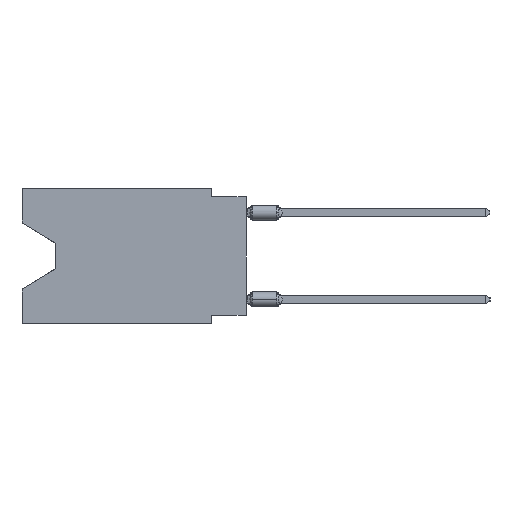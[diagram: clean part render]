
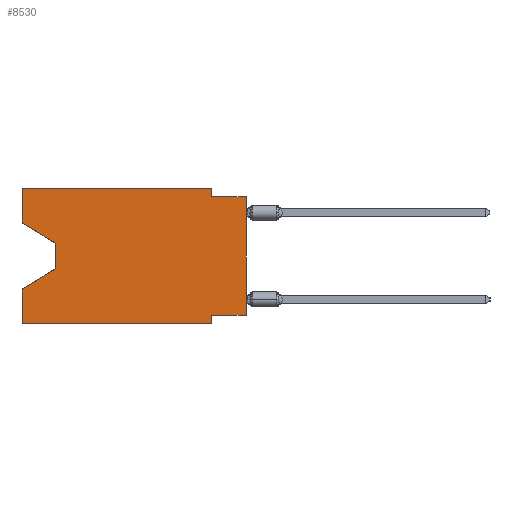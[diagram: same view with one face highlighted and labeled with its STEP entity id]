
A CAD part, left-side view. The second image highlights one B-rep face of the part: STEP entity #8530.
In plain terms, the highlighted planar face has unit normal (-1, 0, 0).
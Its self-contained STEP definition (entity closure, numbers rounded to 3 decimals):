
#1208 = CARTESIAN_POINT ( 'NONE',  ( 0., 16.383, 0. ) ) ;
#1235 = CARTESIAN_POINT ( 'NONE',  ( 0., 2.54, 0. ) ) ;
#1449 = ORIENTED_EDGE ( 'NONE', *, *, #56866, .F. ) ;
#2693 = ORIENTED_EDGE ( 'NONE', *, *, #19017, .F. ) ;
#2819 = VECTOR ( 'NONE', #22175, 1000. ) ;
#3085 = EDGE_CURVE ( 'NONE', #16425, #45457, #46776, .T. ) ;
#3157 = DIRECTION ( 'NONE',  ( 0., -1., 0. ) ) ;
#3548 = VECTOR ( 'NONE', #6156, 1000. ) ;
#4247 = CARTESIAN_POINT ( 'NONE',  ( 0., 13.97, -4.013 ) ) ;
#5116 = VECTOR ( 'NONE', #20720, 1000. ) ;
#5315 = ORIENTED_EDGE ( 'NONE', *, *, #37180, .F. ) ;
#6156 = DIRECTION ( 'NONE',  ( 0., 1., 0. ) ) ;
#7887 = EDGE_CURVE ( 'NONE', #30750, #52935, #41871, .T. ) ;
#8415 = AXIS2_PLACEMENT_3D ( 'NONE', #49585, #30440, #59002 ) ;
#8530 = ADVANCED_FACE ( 'NONE', ( #21331 ), #35150, .F. ) ;
#9716 = ORIENTED_EDGE ( 'NONE', *, *, #43564, .F. ) ;
#9760 = VECTOR ( 'NONE', #39507, 1000. ) ;
#11294 = LINE ( 'NONE', #53681, #5116 ) ;
#12008 = CARTESIAN_POINT ( 'NONE',  ( 0., 2.54, -0.635 ) ) ;
#12223 = EDGE_CURVE ( 'NONE', #58377, #45149, #17368, .T. ) ;
#13378 = LINE ( 'NONE', #52301, #2819 ) ;
#14162 = DIRECTION ( 'NONE',  ( 0., 0.855, -0.519 ) ) ;
#14721 = VECTOR ( 'NONE', #3157, 1000. ) ;
#15013 = VECTOR ( 'NONE', #14162, 1000. ) ;
#16425 = VERTEX_POINT ( 'NONE', #36930 ) ;
#16633 = VERTEX_POINT ( 'NONE', #12008 ) ;
#17368 = LINE ( 'NONE', #55664, #39831 ) ;
#17880 = CARTESIAN_POINT ( 'NONE',  ( 0., 16.383, -2.546 ) ) ;
#18719 = EDGE_CURVE ( 'NONE', #41488, #26161, #53698, .T. ) ;
#18880 = DIRECTION ( 'NONE',  ( 0., -1., 0. ) ) ;
#18991 = ORIENTED_EDGE ( 'NONE', *, *, #18719, .F. ) ;
#19017 = EDGE_CURVE ( 'NONE', #16633, #45457, #46146, .T. ) ;
#19726 = LINE ( 'NONE', #1208, #9760 ) ;
#19986 = CARTESIAN_POINT ( 'NONE',  ( 0., 0., -9.271 ) ) ;
#20720 = DIRECTION ( 'NONE',  ( 0., 0., 1. ) ) ;
#21277 = EDGE_CURVE ( 'NONE', #59973, #27090, #38043, .T. ) ;
#21331 = FACE_OUTER_BOUND ( 'NONE', #40773, .T. ) ;
#22175 = DIRECTION ( 'NONE',  ( 0., 0., -1. ) ) ;
#22591 = ORIENTED_EDGE ( 'NONE', *, *, #21277, .T. ) ;
#22678 = DIRECTION ( 'NONE',  ( 0., -0.855, -0.519 ) ) ;
#23019 = EDGE_CURVE ( 'NONE', #26161, #16633, #44224, .T. ) ;
#24112 = DIRECTION ( 'NONE',  ( 0., 0., -1. ) ) ;
#24423 = CARTESIAN_POINT ( 'NONE',  ( 0., 16.383, -9.906 ) ) ;
#25380 = EDGE_CURVE ( 'NONE', #45149, #59973, #28362, .T. ) ;
#25596 = LINE ( 'NONE', #19986, #3548 ) ;
#26161 = VERTEX_POINT ( 'NONE', #59797 ) ;
#26706 = ORIENTED_EDGE ( 'NONE', *, *, #23019, .F. ) ;
#27090 = VERTEX_POINT ( 'NONE', #62047 ) ;
#28362 = LINE ( 'NONE', #47988, #35261 ) ;
#28600 = CARTESIAN_POINT ( 'NONE',  ( 0., 16.383, 0. ) ) ;
#29087 = ORIENTED_EDGE ( 'NONE', *, *, #7887, .T. ) ;
#29953 = VECTOR ( 'NONE', #47699, 1000. ) ;
#30440 = DIRECTION ( 'NONE',  ( 1., 0., 0. ) ) ;
#30750 = VERTEX_POINT ( 'NONE', #24423 ) ;
#32338 = CARTESIAN_POINT ( 'NONE',  ( 0., 0., 0. ) ) ;
#35150 = PLANE ( 'NONE',  #8415 ) ;
#35261 = VECTOR ( 'NONE', #24112, 1000. ) ;
#35750 = VECTOR ( 'NONE', #18880, 1000. ) ;
#36930 = CARTESIAN_POINT ( 'NONE',  ( 0., 0., -9.271 ) ) ;
#37180 = EDGE_CURVE ( 'NONE', #58377, #41488, #11294, .T. ) ;
#37226 = ORIENTED_EDGE ( 'NONE', *, *, #12223, .T. ) ;
#38043 = LINE ( 'NONE', #57168, #15013 ) ;
#38525 = CARTESIAN_POINT ( 'NONE',  ( 0., 2.54, -9.906 ) ) ;
#39507 = DIRECTION ( 'NONE',  ( 0., 0., 1. ) ) ;
#39535 = DIRECTION ( 'NONE',  ( 0., 0., -1. ) ) ;
#39831 = VECTOR ( 'NONE', #22678, 1000. ) ;
#40773 = EDGE_LOOP ( 'NONE', ( #37226, #54210, #22591, #1449, #29087, #9716, #50040, #49938, #2693, #26706, #18991, #5315 ) ) ;
#41488 = VERTEX_POINT ( 'NONE', #51205 ) ;
#41871 = LINE ( 'NONE', #52203, #43303 ) ;
#42360 = CARTESIAN_POINT ( 'NONE',  ( 0., 0., -0.635 ) ) ;
#43068 = VECTOR ( 'NONE', #39535, 1000. ) ;
#43303 = VECTOR ( 'NONE', #56590, 1000. ) ;
#43564 = EDGE_CURVE ( 'NONE', #46309, #52935, #13378, .T. ) ;
#44224 = LINE ( 'NONE', #1235, #43068 ) ;
#44773 = CARTESIAN_POINT ( 'NONE',  ( 0., 13.97, -5.893 ) ) ;
#45149 = VERTEX_POINT ( 'NONE', #4247 ) ;
#45457 = VERTEX_POINT ( 'NONE', #47780 ) ;
#46146 = LINE ( 'NONE', #42360, #14721 ) ;
#46309 = VERTEX_POINT ( 'NONE', #56973 ) ;
#46776 = LINE ( 'NONE', #32338, #29953 ) ;
#47699 = DIRECTION ( 'NONE',  ( 0., 0., 1. ) ) ;
#47780 = CARTESIAN_POINT ( 'NONE',  ( 0., 0., -0.635 ) ) ;
#47988 = CARTESIAN_POINT ( 'NONE',  ( 0., 13.97, -4.013 ) ) ;
#49585 = CARTESIAN_POINT ( 'NONE',  ( 0., 16.383, 0. ) ) ;
#49938 = ORIENTED_EDGE ( 'NONE', *, *, #3085, .T. ) ;
#50040 = ORIENTED_EDGE ( 'NONE', *, *, #54249, .F. ) ;
#51205 = CARTESIAN_POINT ( 'NONE',  ( 0., 16.383, 0. ) ) ;
#52203 = CARTESIAN_POINT ( 'NONE',  ( 0., 16.383, -9.906 ) ) ;
#52301 = CARTESIAN_POINT ( 'NONE',  ( 0., 2.54, -9.906 ) ) ;
#52935 = VERTEX_POINT ( 'NONE', #38525 ) ;
#53681 = CARTESIAN_POINT ( 'NONE',  ( 0., 16.383, 0. ) ) ;
#53698 = LINE ( 'NONE', #28600, #35750 ) ;
#54210 = ORIENTED_EDGE ( 'NONE', *, *, #25380, .T. ) ;
#54249 = EDGE_CURVE ( 'NONE', #16425, #46309, #25596, .T. ) ;
#55664 = CARTESIAN_POINT ( 'NONE',  ( 0., 16.383, -2.546 ) ) ;
#56590 = DIRECTION ( 'NONE',  ( 0., -1., 0. ) ) ;
#56866 = EDGE_CURVE ( 'NONE', #30750, #27090, #19726, .T. ) ;
#56973 = CARTESIAN_POINT ( 'NONE',  ( 0., 2.54, -9.271 ) ) ;
#57168 = CARTESIAN_POINT ( 'NONE',  ( 0., 13.97, -5.893 ) ) ;
#58377 = VERTEX_POINT ( 'NONE', #17880 ) ;
#59002 = DIRECTION ( 'NONE',  ( 0., 0., -1. ) ) ;
#59797 = CARTESIAN_POINT ( 'NONE',  ( 0., 2.54, 0. ) ) ;
#59973 = VERTEX_POINT ( 'NONE', #44773 ) ;
#62047 = CARTESIAN_POINT ( 'NONE',  ( 0., 16.383, -7.36 ) ) ;
